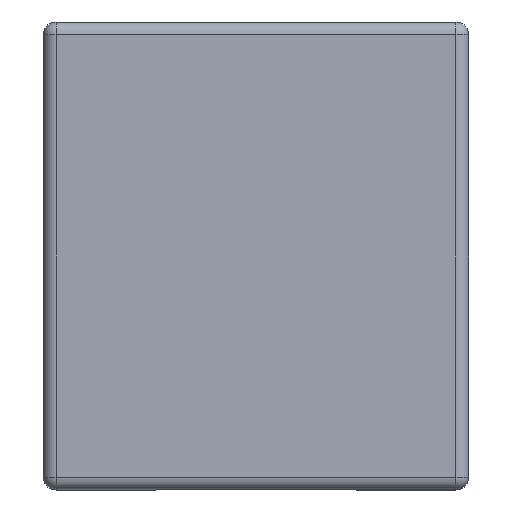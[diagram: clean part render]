
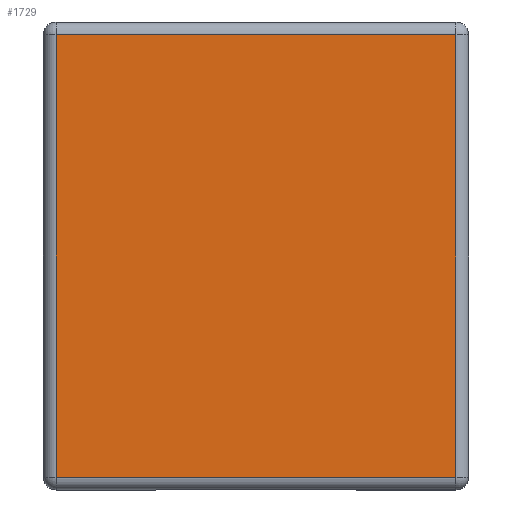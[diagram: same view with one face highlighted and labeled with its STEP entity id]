
A CAD part, left-side view. The second image highlights one B-rep face of the part: STEP entity #1729.
In plain terms, the highlighted planar face has unit normal (-1, 0, 0).
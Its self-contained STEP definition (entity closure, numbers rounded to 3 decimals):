
#60 = EDGE_CURVE ( 'NONE', #1520, #1521, #330, .T. ) ;
#61 = EDGE_CURVE ( 'NONE', #1521, #1468, #324, .T. ) ;
#62 = EDGE_CURVE ( 'NONE', #1468, #1467, #334, .T. ) ;
#63 = EDGE_CURVE ( 'NONE', #1467, #1520, #336, .T. ) ;
#120 = AXIS2_PLACEMENT_3D ( 'NONE', #524, #525, #526 ) ;
#146 = ORIENTED_EDGE ( 'NONE', *, *, #60, .T. ) ;
#147 = ORIENTED_EDGE ( 'NONE', *, *, #61, .T. ) ;
#148 = ORIENTED_EDGE ( 'NONE', *, *, #62, .T. ) ;
#149 = ORIENTED_EDGE ( 'NONE', *, *, #63, .T. ) ;
#324 = LINE ( 'NONE', #1460, #335 ) ;
#330 = LINE ( 'NONE', #380, #333 ) ;
#333 = VECTOR ( 'NONE', #381, 1000. ) ;
#334 = LINE ( 'NONE', #383, #337 ) ;
#335 = VECTOR ( 'NONE', #382, 1000. ) ;
#336 = LINE ( 'NONE', #385, #339 ) ;
#337 = VECTOR ( 'NONE', #384, 1000. ) ;
#339 = VECTOR ( 'NONE', #386, 1000. ) ;
#374 = FACE_OUTER_BOUND ( 'NONE', #1634, .T. ) ;
#380 = CARTESIAN_POINT ( 'NONE',  ( -0.5, 0.25, 0.535 ) ) ;
#381 = DIRECTION ( 'NONE',  ( 0., 1., 0. ) ) ;
#382 = DIRECTION ( 'NONE',  ( 0., 0., -1. ) ) ;
#383 = CARTESIAN_POINT ( 'NONE',  ( -0.5, -0.25, 0.015 ) ) ;
#384 = DIRECTION ( 'NONE',  ( 0., -1., 0. ) ) ;
#385 = CARTESIAN_POINT ( 'NONE',  ( -0.5, -0.235, 0.55 ) ) ;
#386 = DIRECTION ( 'NONE',  ( 0., 0., 1. ) ) ;
#397 = CARTESIAN_POINT ( 'NONE',  ( -0.5, -0.235, 0.015 ) ) ;
#409 = CARTESIAN_POINT ( 'NONE',  ( -0.5, 0.235, 0.015 ) ) ;
#436 = CARTESIAN_POINT ( 'NONE',  ( -0.5, -0.235, 0.535 ) ) ;
#437 = CARTESIAN_POINT ( 'NONE',  ( -0.5, 0.235, 0.535 ) ) ;
#507 = PLANE ( 'NONE',  #120 ) ;
#524 = CARTESIAN_POINT ( 'NONE',  ( -0.5, 0., 0. ) ) ;
#525 = DIRECTION ( 'NONE',  ( -1., 0., 0. ) ) ;
#526 = DIRECTION ( 'NONE',  ( 0., 0., 1. ) ) ;
#1460 = CARTESIAN_POINT ( 'NONE',  ( -0.5, 0.235, 0. ) ) ;
#1467 = VERTEX_POINT ( 'NONE', #397 ) ;
#1468 = VERTEX_POINT ( 'NONE', #409 ) ;
#1520 = VERTEX_POINT ( 'NONE', #436 ) ;
#1521 = VERTEX_POINT ( 'NONE', #437 ) ;
#1634 = EDGE_LOOP ( 'NONE', ( #146, #147, #148, #149 ) ) ;
#1729 = ADVANCED_FACE ( 'NONE', ( #374 ), #507, .T. ) ;
